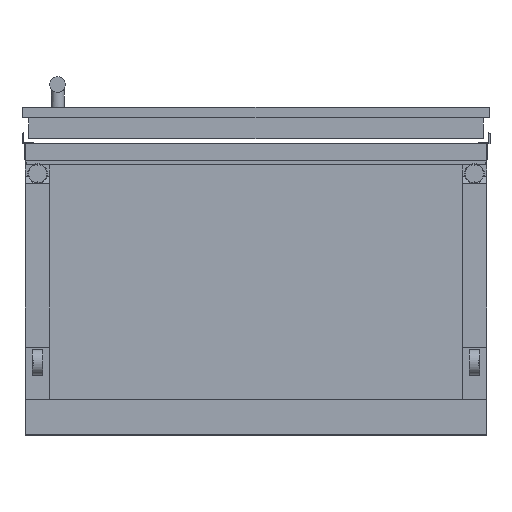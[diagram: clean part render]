
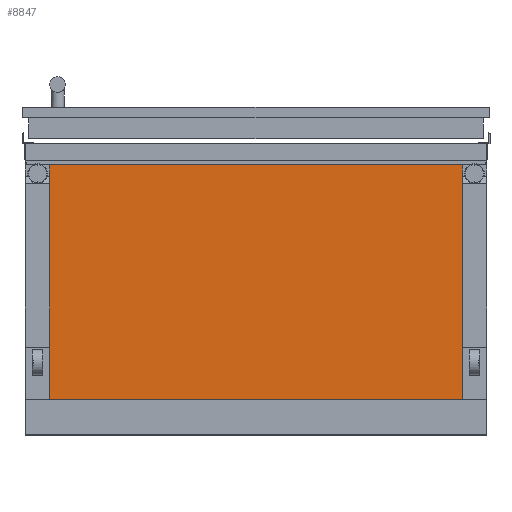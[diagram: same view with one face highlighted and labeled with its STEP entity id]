
A CAD part, front view. The second image highlights one B-rep face of the part: STEP entity #8847.
In plain terms, the highlighted planar face has unit normal (0, -1, 0).
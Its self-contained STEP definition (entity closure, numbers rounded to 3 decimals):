
#124 = CARTESIAN_POINT ( 'NONE',  ( -396., -990.85, 240. ) ) ;
#423 = ORIENTED_EDGE ( 'NONE', *, *, #2726, .T. ) ;
#636 = LINE ( 'NONE', #7497, #1102 ) ;
#1102 = VECTOR ( 'NONE', #3043, 1000. ) ;
#1305 = PLANE ( 'NONE',  #7452 ) ;
#2078 = CARTESIAN_POINT ( 'NONE',  ( 396., -990.85, 240. ) ) ;
#2336 = CARTESIAN_POINT ( 'NONE',  ( -396., -990.85, 240. ) ) ;
#2726 = EDGE_CURVE ( 'NONE', #4087, #7456, #9630, .T. ) ;
#2991 = CARTESIAN_POINT ( 'NONE',  ( 396., -990.85, -210.4 ) ) ;
#3043 = DIRECTION ( 'NONE',  ( 0., 0., 1. ) ) ;
#3644 = VERTEX_POINT ( 'NONE', #12338 ) ;
#4087 = VERTEX_POINT ( 'NONE', #2078 ) ;
#4403 = ORIENTED_EDGE ( 'NONE', *, *, #6747, .F. ) ;
#4697 = FACE_OUTER_BOUND ( 'NONE', #8010, .T. ) ;
#4905 = LINE ( 'NONE', #12450, #7125 ) ;
#5091 = EDGE_CURVE ( 'NONE', #9264, #4087, #4905, .T. ) ;
#5248 = DIRECTION ( 'NONE',  ( 0., 0., 1. ) ) ;
#5850 = ORIENTED_EDGE ( 'NONE', *, *, #12114, .F. ) ;
#6747 = EDGE_CURVE ( 'NONE', #3644, #7456, #636, .T. ) ;
#6825 = DIRECTION ( 'NONE',  ( 0., 0., 1. ) ) ;
#7125 = VECTOR ( 'NONE', #6825, 1000. ) ;
#7452 = AXIS2_PLACEMENT_3D ( 'NONE', #10050, #8000, #5248 ) ;
#7456 = VERTEX_POINT ( 'NONE', #124 ) ;
#7497 = CARTESIAN_POINT ( 'NONE',  ( -396., -990.85, -280. ) ) ;
#8000 = DIRECTION ( 'NONE',  ( 0., 1., 0. ) ) ;
#8010 = EDGE_LOOP ( 'NONE', ( #8783, #423, #4403, #5850 ) ) ;
#8723 = VECTOR ( 'NONE', #10579, 1000. ) ;
#8783 = ORIENTED_EDGE ( 'NONE', *, *, #5091, .T. ) ;
#8847 = ADVANCED_FACE ( 'NONE', ( #4697 ), #1305, .F. ) ;
#8904 = DIRECTION ( 'NONE',  ( -1., 0., 0. ) ) ;
#9264 = VERTEX_POINT ( 'NONE', #2991 ) ;
#9630 = LINE ( 'NONE', #2336, #10840 ) ;
#10050 = CARTESIAN_POINT ( 'NONE',  ( -396., -990.85, -280. ) ) ;
#10579 = DIRECTION ( 'NONE',  ( -1., 0., 0. ) ) ;
#10840 = VECTOR ( 'NONE', #8904, 1000. ) ;
#12030 = LINE ( 'NONE', #12380, #8723 ) ;
#12114 = EDGE_CURVE ( 'NONE', #9264, #3644, #12030, .T. ) ;
#12338 = CARTESIAN_POINT ( 'NONE',  ( -396., -990.85, -210.4 ) ) ;
#12380 = CARTESIAN_POINT ( 'NONE',  ( -443., -990.85, -210.4 ) ) ;
#12450 = CARTESIAN_POINT ( 'NONE',  ( 396., -990.85, -280. ) ) ;
